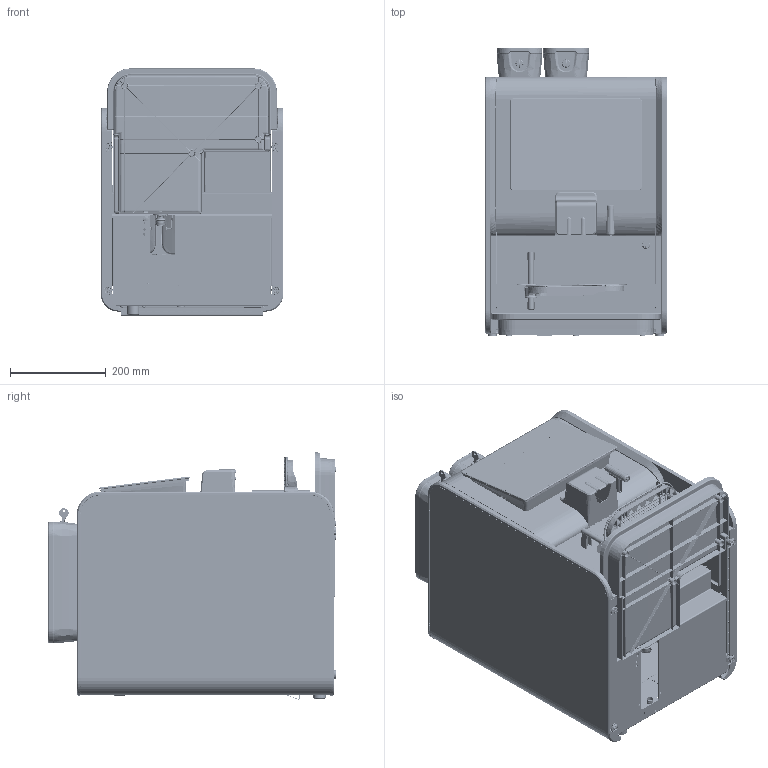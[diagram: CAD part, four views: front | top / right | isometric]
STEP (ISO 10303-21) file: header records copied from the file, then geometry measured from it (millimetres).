
FILE_DESCRIPTION(/* description */ (''),/* implementation_level */ '2;1');
FILE_NAME(/* name */ 'OptiMe_21-22_1007044-1007045.stp',/* time_stamp */ '2019-04-04T10:50:04+02:00',/* author */ ('jan'),/* organization */ (''),/* preprocessor_version */ 'ST-DEVELOPER v17.2',/* originating_system */ 'Autodesk Inventor 2019',/* authorisation */ '');
FILE_SCHEMA (('AUTOMOTIVE_DESIGN { 1 0 10303 214 3 1 1 }'));
Products named in the file (1): Hoofdsamenstelling Compresso_Shrinkwrap_3
Bounding box: 380.37 x 601.65 x 515.46 mm (x, y, z)
Surface area: 3077078.9 mm2 (no closed solid volume)
Topology: 0 solids, 179 shells, 6009 faces, 22255 edges, 15807 vertices
Faces by surface type: plane 1978, bspline 1655, cylinder 1537, cone 334, torus 291, sphere 214
Full cylindrical faces by diameter (mm): 1.5 x2, 2 x1, 2.955 x2, 3 x18, 3.242 x4, 4 x3, 4.2 x1, 4.9 x2, 5 x6, 5.35 x1, 5.4 x3, 5.5 x2, 5.91 x1, 6.076 x2, 6.408 x1, 6.764 x2, 6.86 x3, 7.12 x3, 10.015 x1, 12 x1, 12.7 x1, 12.9 x2, 13 x3, 13.005 x2, 14.275 x2, 16.662 x2, 17 x5, 18.5 x2, 19.75 x1, 24 x2
Entity records: 337965 total; most frequent: CARTESIAN_POINT 158674, ORIENTED_EDGE 34342, DIRECTION 32273, EDGE_CURVE 22117, VERTEX_POINT 15815, AXIS2_PLACEMENT_3D 11124, LINE 10025, VECTOR 10025
